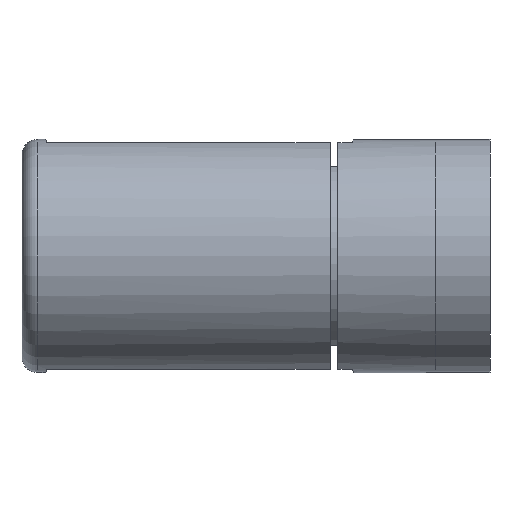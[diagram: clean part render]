
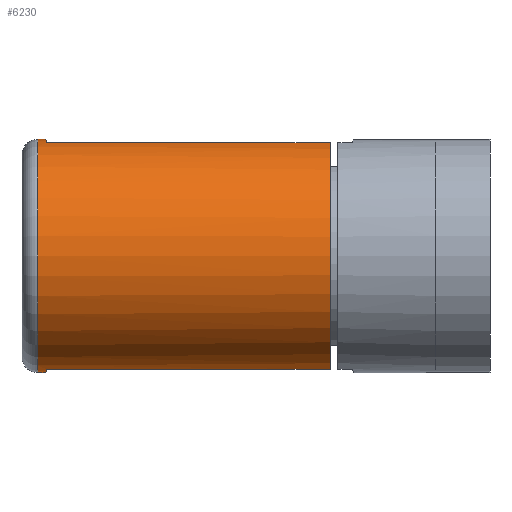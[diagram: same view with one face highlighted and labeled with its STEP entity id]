
A CAD part, left-side view. The second image highlights one B-rep face of the part: STEP entity #6230.
In plain terms, the highlighted cylindrical face has radius 15 mm (diameter 30 mm), a full revolution.
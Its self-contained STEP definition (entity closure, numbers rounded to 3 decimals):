
#408 = CARTESIAN_POINT ( 'NONE',  ( -3.5, 41.15, -14.586 ) ) ;
#884 = EDGE_CURVE ( 'NONE', #6830, #9930, #903, .T. ) ;
#903 =( BOUNDED_CURVE ( )  B_SPLINE_CURVE ( 3, ( #1342, #8096, #9368, #5480 ),
 .UNSPECIFIED., .F., .F. ) 
 B_SPLINE_CURVE_WITH_KNOTS ( ( 4, 4 ),
 ( 1.571, 1.806 ),
 .UNSPECIFIED. ) 
 CURVE ( )  GEOMETRIC_REPRESENTATION_ITEM ( )  RATIONAL_B_SPLINE_CURVE ( ( 1., 0.995, 0.995, 1. ) ) 
 REPRESENTATION_ITEM ( '' )  );
#1290 = DIRECTION ( 'NONE',  ( 0., 1., 0. ) ) ;
#1334 = ORIENTED_EDGE ( 'NONE', *, *, #16319, .F. ) ;
#1342 = CARTESIAN_POINT ( 'NONE',  ( 0., 4.5, 15. ) ) ;
#1378 = CARTESIAN_POINT ( 'NONE',  ( 0., 4.5, 15. ) ) ;
#1599 = CIRCLE ( 'NONE', #13896, 15. ) ;
#1664 = CARTESIAN_POINT ( 'NONE',  ( 0., 3.5, -15. ) ) ;
#1736 = VERTEX_POINT ( 'NONE', #4582 ) ;
#1966 = ORIENTED_EDGE ( 'NONE', *, *, #14328, .T. ) ;
#1999 = CARTESIAN_POINT ( 'NONE',  ( 0., 4.5, -15. ) ) ;
#2055 = CARTESIAN_POINT ( 'NONE',  ( -3.5, 4.683, -14.586 ) ) ;
#2073 = ORIENTED_EDGE ( 'NONE', *, *, #3163, .T. ) ;
#2251 = CARTESIAN_POINT ( 'NONE',  ( -3.5, 41.15, -14.586 ) ) ;
#2993 = LINE ( 'NONE', #5189, #16806 ) ;
#3163 = EDGE_CURVE ( 'NONE', #6841, #6830, #16730, .T. ) ;
#3314 = DIRECTION ( 'NONE',  ( 0., 0., -1. ) ) ;
#3751 = CIRCLE ( 'NONE', #16713, 15. ) ;
#3786 = DIRECTION ( 'NONE',  ( 0., 0., 1. ) ) ;
#3850 = LINE ( 'NONE', #2251, #6188 ) ;
#3931 = VERTEX_POINT ( 'NONE', #10531 ) ;
#4093 = EDGE_LOOP ( 'NONE', ( #6960 ) ) ;
#4582 = CARTESIAN_POINT ( 'NONE',  ( 3.5, 4.683, -14.586 ) ) ;
#4769 = EDGE_CURVE ( 'NONE', #10069, #10069, #1599, .T. ) ;
#4906 = CARTESIAN_POINT ( 'NONE',  ( -1.18, 4.562, -15. ) ) ;
#5154 = VERTEX_POINT ( 'NONE', #8877 ) ;
#5189 = CARTESIAN_POINT ( 'NONE',  ( 3.5, 41.15, -14.586 ) ) ;
#5272 = CARTESIAN_POINT ( 'NONE',  ( 2.352, 4.623, 14.861 ) ) ;
#5414 = AXIS2_PLACEMENT_3D ( 'NONE', #9968, #8837, #3314 ) ;
#5478 = EDGE_CURVE ( 'NONE', #3931, #1736, #13838, .T. ) ;
#5480 = CARTESIAN_POINT ( 'NONE',  ( -3.5, 4.683, 14.586 ) ) ;
#5649 = ORIENTED_EDGE ( 'NONE', *, *, #11775, .F. ) ;
#5945 = CARTESIAN_POINT ( 'NONE',  ( 3.5, 4.683, 14.586 ) ) ;
#6012 = CARTESIAN_POINT ( 'NONE',  ( 0., 3.5, 0. ) ) ;
#6188 = VECTOR ( 'NONE', #7681, 1000. ) ;
#6198 = DIRECTION ( 'NONE',  ( 0., -1., 0. ) ) ;
#6230 = ADVANCED_FACE ( 'NONE', ( #6584, #8247 ), #10727, .T. ) ;
#6280 = VECTOR ( 'NONE', #16502, 1000. ) ;
#6377 = CARTESIAN_POINT ( 'NONE',  ( 3.5, 4.683, -14.586 ) ) ;
#6584 = FACE_OUTER_BOUND ( 'NONE', #4093, .T. ) ;
#6652 = VERTEX_POINT ( 'NONE', #16581 ) ;
#6830 = VERTEX_POINT ( 'NONE', #7393 ) ;
#6841 = VERTEX_POINT ( 'NONE', #5945 ) ;
#6960 = ORIENTED_EDGE ( 'NONE', *, *, #4769, .T. ) ;
#7157 = CARTESIAN_POINT ( 'NONE',  ( -3.5, 41.15, 14.586 ) ) ;
#7393 = CARTESIAN_POINT ( 'NONE',  ( 0., 4.5, 15. ) ) ;
#7459 = ORIENTED_EDGE ( 'NONE', *, *, #15292, .T. ) ;
#7681 = DIRECTION ( 'NONE',  ( 0., -1., 0. ) ) ;
#7761 = CARTESIAN_POINT ( 'NONE',  ( 1.18, 4.562, -15. ) ) ;
#7763 = AXIS2_PLACEMENT_3D ( 'NONE', #11907, #17194, #3786 ) ;
#7772 = CARTESIAN_POINT ( 'NONE',  ( 0., 41.15, 0. ) ) ;
#7782 = CARTESIAN_POINT ( 'NONE',  ( -3.5, 4.683, 14.586 ) ) ;
#7884 = DIRECTION ( 'NONE',  ( 0., 0., 1. ) ) ;
#8096 = CARTESIAN_POINT ( 'NONE',  ( -1.18, 4.562, 15. ) ) ;
#8204 = ORIENTED_EDGE ( 'NONE', *, *, #12512, .T. ) ;
#8247 = FACE_OUTER_BOUND ( 'NONE', #12982, .T. ) ;
#8726 = VECTOR ( 'NONE', #6198, 1000. ) ;
#8812 = VERTEX_POINT ( 'NONE', #13443 ) ;
#8837 = DIRECTION ( 'NONE',  ( 0., -1., 0. ) ) ;
#8877 = CARTESIAN_POINT ( 'NONE',  ( 3.5, 41.15, 14.586 ) ) ;
#8993 = EDGE_CURVE ( 'NONE', #8812, #3931, #15263, .T. ) ;
#9368 = CARTESIAN_POINT ( 'NONE',  ( -2.352, 4.623, 14.861 ) ) ;
#9810 = LINE ( 'NONE', #7157, #6280 ) ;
#9930 = VERTEX_POINT ( 'NONE', #7782 ) ;
#9968 = CARTESIAN_POINT ( 'NONE',  ( 0., 41.15, 0. ) ) ;
#10069 = VERTEX_POINT ( 'NONE', #1664 ) ;
#10272 = CIRCLE ( 'NONE', #7763, 15. ) ;
#10409 = ORIENTED_EDGE ( 'NONE', *, *, #16782, .T. ) ;
#10531 = CARTESIAN_POINT ( 'NONE',  ( 0., 4.5, -15. ) ) ;
#10727 = CYLINDRICAL_SURFACE ( 'NONE', #5414, 15. ) ;
#11277 = CARTESIAN_POINT ( 'NONE',  ( -3.5, 41.15, 14.586 ) ) ;
#11495 = CARTESIAN_POINT ( 'NONE',  ( -2.352, 4.623, -14.861 ) ) ;
#11775 = EDGE_CURVE ( 'NONE', #17060, #15679, #3751, .T. ) ;
#11893 = CARTESIAN_POINT ( 'NONE',  ( 0., 4.5, -15. ) ) ;
#11907 = CARTESIAN_POINT ( 'NONE',  ( 0., 41.15, 0. ) ) ;
#11921 = CARTESIAN_POINT ( 'NONE',  ( 3.5, 4.683, 14.586 ) ) ;
#12017 = ORIENTED_EDGE ( 'NONE', *, *, #8993, .T. ) ;
#12512 = EDGE_CURVE ( 'NONE', #9930, #15679, #9810, .T. ) ;
#12541 = DIRECTION ( 'NONE',  ( 0., 0., -1. ) ) ;
#12982 = EDGE_LOOP ( 'NONE', ( #15334, #10409, #1334, #1966, #2073, #16439, #8204, #5649, #7459, #12017 ) ) ;
#13443 = CARTESIAN_POINT ( 'NONE',  ( -3.5, 4.683, -14.586 ) ) ;
#13838 =( BOUNDED_CURVE ( )  B_SPLINE_CURVE ( 3, ( #11893, #7761, #14374, #6377 ),
 .UNSPECIFIED., .F., .F. ) 
 B_SPLINE_CURVE_WITH_KNOTS ( ( 4, 4 ),
 ( 1.571, 1.806 ),
 .UNSPECIFIED. ) 
 CURVE ( )  GEOMETRIC_REPRESENTATION_ITEM ( )  RATIONAL_B_SPLINE_CURVE ( ( 1., 0.995, 0.995, 1. ) ) 
 REPRESENTATION_ITEM ( '' )  );
#13896 = AXIS2_PLACEMENT_3D ( 'NONE', #6012, #15372, #12541 ) ;
#14207 = LINE ( 'NONE', #15502, #8726 ) ;
#14328 = EDGE_CURVE ( 'NONE', #5154, #6841, #14207, .T. ) ;
#14374 = CARTESIAN_POINT ( 'NONE',  ( 2.352, 4.623, -14.861 ) ) ;
#14647 = CARTESIAN_POINT ( 'NONE',  ( 1.18, 4.562, 15. ) ) ;
#15263 =( BOUNDED_CURVE ( )  B_SPLINE_CURVE ( 3, ( #2055, #11495, #4906, #1999 ),
 .UNSPECIFIED., .F., .F. ) 
 B_SPLINE_CURVE_WITH_KNOTS ( ( 4, 4 ),
 ( 4.477, 4.712 ),
 .UNSPECIFIED. ) 
 CURVE ( )  GEOMETRIC_REPRESENTATION_ITEM ( )  RATIONAL_B_SPLINE_CURVE ( ( 1., 0.995, 0.995, 1. ) ) 
 REPRESENTATION_ITEM ( '' )  );
#15292 = EDGE_CURVE ( 'NONE', #17060, #8812, #3850, .T. ) ;
#15334 = ORIENTED_EDGE ( 'NONE', *, *, #5478, .T. ) ;
#15372 = DIRECTION ( 'NONE',  ( 0., 1., 0. ) ) ;
#15502 = CARTESIAN_POINT ( 'NONE',  ( 3.5, 41.15, 14.586 ) ) ;
#15679 = VERTEX_POINT ( 'NONE', #11277 ) ;
#15916 = DIRECTION ( 'NONE',  ( 0., 1., 0. ) ) ;
#16319 = EDGE_CURVE ( 'NONE', #5154, #6652, #10272, .T. ) ;
#16439 = ORIENTED_EDGE ( 'NONE', *, *, #884, .T. ) ;
#16502 = DIRECTION ( 'NONE',  ( 0., 1., 0. ) ) ;
#16581 = CARTESIAN_POINT ( 'NONE',  ( 3.5, 41.15, -14.586 ) ) ;
#16713 = AXIS2_PLACEMENT_3D ( 'NONE', #7772, #15916, #7884 ) ;
#16730 =( BOUNDED_CURVE ( )  B_SPLINE_CURVE ( 3, ( #11921, #5272, #14647, #1378 ),
 .UNSPECIFIED., .F., .F. ) 
 B_SPLINE_CURVE_WITH_KNOTS ( ( 4, 4 ),
 ( 4.477, 4.712 ),
 .UNSPECIFIED. ) 
 CURVE ( )  GEOMETRIC_REPRESENTATION_ITEM ( )  RATIONAL_B_SPLINE_CURVE ( ( 1., 0.995, 0.995, 1. ) ) 
 REPRESENTATION_ITEM ( '' )  );
#16782 = EDGE_CURVE ( 'NONE', #1736, #6652, #2993, .T. ) ;
#16806 = VECTOR ( 'NONE', #1290, 1000. ) ;
#17060 = VERTEX_POINT ( 'NONE', #408 ) ;
#17194 = DIRECTION ( 'NONE',  ( 0., 1., 0. ) ) ;
